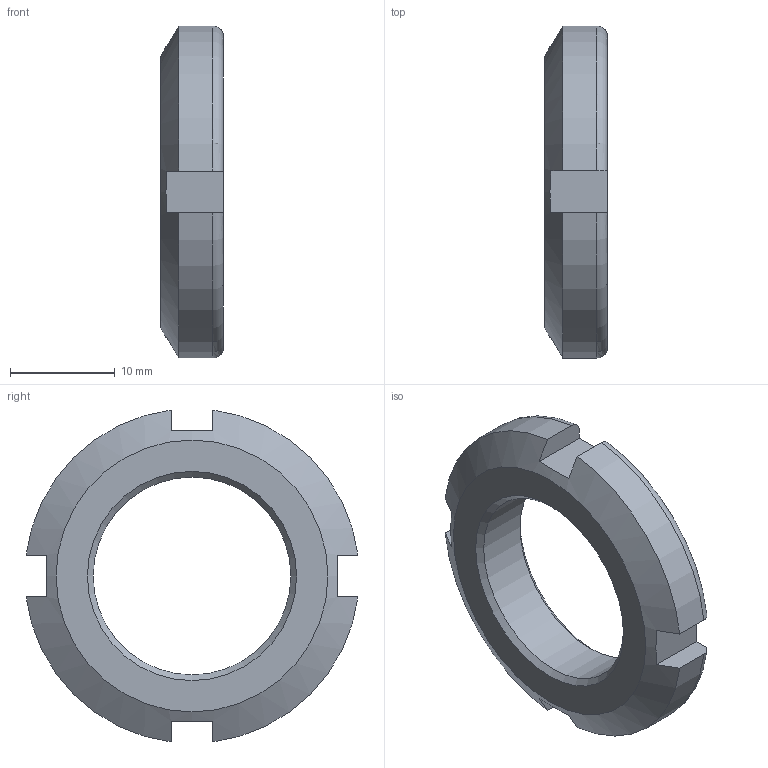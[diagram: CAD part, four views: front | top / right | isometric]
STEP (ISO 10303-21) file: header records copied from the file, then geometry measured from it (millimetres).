
FILE_DESCRIPTION(/* description */ ('STEP AP214'),/* implementation_level */ '2;1');
FILE_NAME(/* name */ 'SKF_KM 4',/* time_stamp */ '2022-07-31T08:10:55+02:00',/* author */ ('License CC BY-ND 4.0'),/* organization */ ('CADENAS'),/* preprocessor_version */ 'ST-DEVELOPER v18.102',/* originating_system */ 'PARTsolutions',/* authorisation */ ' ');
FILE_SCHEMA (('AUTOMOTIVE_DESIGN {1 0 10303 214 3 1 1}'));
Length unit declared in the file: millimetre
Products named in the file (1): SKF_KM 4
Bounding box: 6 x 31.75 x 31.75 mm (x, y, z)
Volume: 2696.4 mm3; surface area: 1823.5 mm2
Topology: 1 solids, 1 shells, 26 faces, 70 edges, 46 vertices
Faces by surface type: plane 14, cylinder 5, torus 4, cone 3
Full cylindrical faces by diameter (mm): 18.917 x1
Entity records: 848 total; most frequent: CARTESIAN_POINT 205, ORIENTED_EDGE 130, DIRECTION 116, EDGE_CURVE 65, VERTEX_POINT 45, AXIS2_PLACEMENT_3D 44, EDGE_LOOP 32, FACE_BOUND 32
